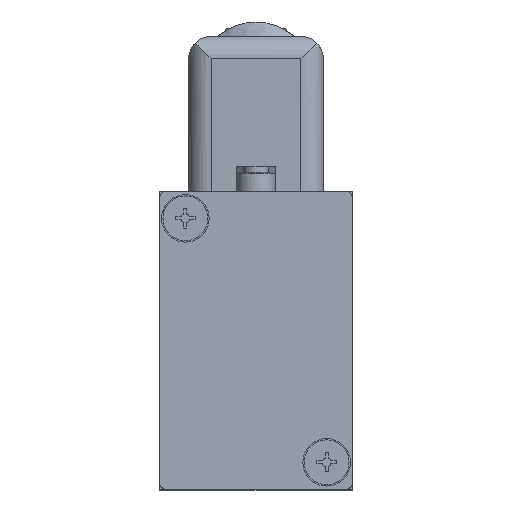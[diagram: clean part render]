
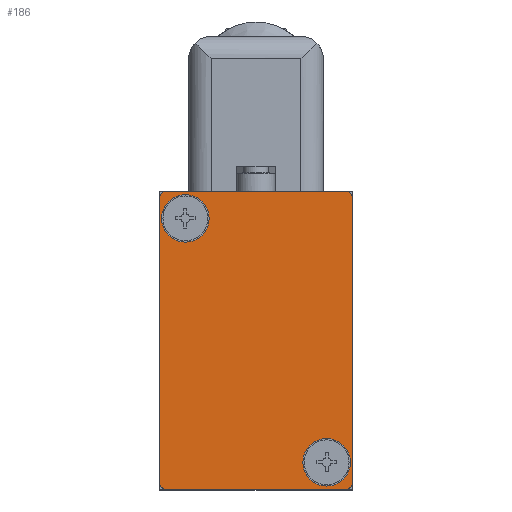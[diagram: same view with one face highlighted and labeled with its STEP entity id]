
A CAD part, top view. The second image highlights one B-rep face of the part: STEP entity #186.
In plain terms, the highlighted planar face has unit normal (0, 0, 1).
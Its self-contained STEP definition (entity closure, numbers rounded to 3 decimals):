
#186 = ADVANCED_FACE( '', ( #539, #540, #541 ), #542, .T. );
#539 = FACE_BOUND( '', #1001, .T. );
#540 = FACE_BOUND( '', #1002, .T. );
#541 = FACE_OUTER_BOUND( '', #1003, .T. );
#542 = PLANE( '', #1004 );
#1001 = EDGE_LOOP( '', ( #2075 ) );
#1002 = EDGE_LOOP( '', ( #2076 ) );
#1003 = EDGE_LOOP( '', ( #2077, #2078, #2079, #2080, #2081, #2082, #2083, #2084 ) );
#1004 = AXIS2_PLACEMENT_3D( '', #2085, #2086, #2087 );
#2075 = ORIENTED_EDGE( '', *, *, #3163, .F. );
#2076 = ORIENTED_EDGE( '', *, *, #3167, .F. );
#2077 = ORIENTED_EDGE( '', *, *, #3168, .T. );
#2078 = ORIENTED_EDGE( '', *, *, #3169, .T. );
#2079 = ORIENTED_EDGE( '', *, *, #3170, .T. );
#2080 = ORIENTED_EDGE( '', *, *, #3171, .T. );
#2081 = ORIENTED_EDGE( '', *, *, #3172, .T. );
#2082 = ORIENTED_EDGE( '', *, *, #3173, .T. );
#2083 = ORIENTED_EDGE( '', *, *, #3174, .T. );
#2084 = ORIENTED_EDGE( '', *, *, #3175, .T. );
#2085 = CARTESIAN_POINT( '', ( -14., 22.2, 0. ) );
#2086 = DIRECTION( '', ( 0., 0., 1. ) );
#2087 = DIRECTION( '', ( 1., 0., 0. ) );
#3163 = EDGE_CURVE( '', #3906, #3906, #3907, .T. );
#3167 = EDGE_CURVE( '', #3914, #3914, #3915, .T. );
#3168 = EDGE_CURVE( '', #3916, #3917, #3918, .T. );
#3169 = EDGE_CURVE( '', #3917, #3919, #3920, .T. );
#3170 = EDGE_CURVE( '', #3919, #3921, #3922, .T. );
#3171 = EDGE_CURVE( '', #3921, #3923, #3924, .T. );
#3172 = EDGE_CURVE( '', #3923, #3925, #3926, .T. );
#3173 = EDGE_CURVE( '', #3925, #3927, #3928, .T. );
#3174 = EDGE_CURVE( '', #3927, #3929, #3930, .T. );
#3175 = EDGE_CURVE( '', #3929, #3916, #3931, .T. );
#3906 = VERTEX_POINT( '', #5119 );
#3907 = CIRCLE( '', #5120, 3.7 );
#3914 = VERTEX_POINT( '', #5127 );
#3915 = CIRCLE( '', #5128, 3.7 );
#3916 = VERTEX_POINT( '', #5129 );
#3917 = VERTEX_POINT( '', #5130 );
#3918 = CIRCLE( '', #5131, 1. );
#3919 = VERTEX_POINT( '', #5132 );
#3920 = LINE( '', #5133, #5134 );
#3921 = VERTEX_POINT( '', #5135 );
#3922 = CIRCLE( '', #5136, 1. );
#3923 = VERTEX_POINT( '', #5137 );
#3924 = LINE( '', #5138, #5139 );
#3925 = VERTEX_POINT( '', #5140 );
#3926 = CIRCLE( '', #5141, 1. );
#3927 = VERTEX_POINT( '', #5142 );
#3928 = LINE( '', #5143, #5144 );
#3929 = VERTEX_POINT( '', #5145 );
#3930 = CIRCLE( '', #5146, 1. );
#3931 = LINE( '', #5147, #5148 );
#5119 = CARTESIAN_POINT( '', ( 14.7, -19., 0. ) );
#5120 = AXIS2_PLACEMENT_3D( '', #6135, #6136, #6137 );
#5127 = CARTESIAN_POINT( '', ( -7.3, 19., 0. ) );
#5128 = AXIS2_PLACEMENT_3D( '', #6147, #6148, #6149 );
#5129 = CARTESIAN_POINT( '', ( -14., 23.2, 0. ) );
#5130 = CARTESIAN_POINT( '', ( -15., 22.2, 0. ) );
#5131 = AXIS2_PLACEMENT_3D( '', #6150, #6151, #6152 );
#5132 = CARTESIAN_POINT( '', ( -15., -22.2, 0. ) );
#5133 = CARTESIAN_POINT( '', ( -15., 22.2, 0. ) );
#5134 = VECTOR( '', #6153, 1000. );
#5135 = CARTESIAN_POINT( '', ( -14., -23.2, 0. ) );
#5136 = AXIS2_PLACEMENT_3D( '', #6154, #6155, #6156 );
#5137 = CARTESIAN_POINT( '', ( 14., -23.2, 0. ) );
#5138 = CARTESIAN_POINT( '', ( -14., -23.2, 0. ) );
#5139 = VECTOR( '', #6157, 1000. );
#5140 = CARTESIAN_POINT( '', ( 15., -22.2, 0. ) );
#5141 = AXIS2_PLACEMENT_3D( '', #6158, #6159, #6160 );
#5142 = CARTESIAN_POINT( '', ( 15., 22.2, 0. ) );
#5143 = CARTESIAN_POINT( '', ( 15., -22.2, 0. ) );
#5144 = VECTOR( '', #6161, 1000. );
#5145 = CARTESIAN_POINT( '', ( 14., 23.2, 0. ) );
#5146 = AXIS2_PLACEMENT_3D( '', #6162, #6163, #6164 );
#5147 = CARTESIAN_POINT( '', ( 14., 23.2, 0. ) );
#5148 = VECTOR( '', #6165, 1000. );
#6135 = CARTESIAN_POINT( '', ( 11., -19., 0. ) );
#6136 = DIRECTION( '', ( 0., 0., 1. ) );
#6137 = DIRECTION( '', ( 1., 0., 0. ) );
#6147 = CARTESIAN_POINT( '', ( -11., 19., 0. ) );
#6148 = DIRECTION( '', ( 0., 0., 1. ) );
#6149 = DIRECTION( '', ( 1., 0., 0. ) );
#6150 = CARTESIAN_POINT( '', ( -14., 22.2, 0. ) );
#6151 = DIRECTION( '', ( 0., 0., 1. ) );
#6152 = DIRECTION( '', ( 1., 0., 0. ) );
#6153 = DIRECTION( '', ( 0., -1., 0. ) );
#6154 = CARTESIAN_POINT( '', ( -14., -22.2, 0. ) );
#6155 = DIRECTION( '', ( 0., 0., 1. ) );
#6156 = DIRECTION( '', ( 1., 0., 0. ) );
#6157 = DIRECTION( '', ( 1., 0., 0. ) );
#6158 = CARTESIAN_POINT( '', ( 14., -22.2, 0. ) );
#6159 = DIRECTION( '', ( 0., 0., 1. ) );
#6160 = DIRECTION( '', ( 1., 0., 0. ) );
#6161 = DIRECTION( '', ( 0., 1., 0. ) );
#6162 = CARTESIAN_POINT( '', ( 14., 22.2, 0. ) );
#6163 = DIRECTION( '', ( 0., 0., 1. ) );
#6164 = DIRECTION( '', ( 1., 0., 0. ) );
#6165 = DIRECTION( '', ( -1., 0., 0. ) );
